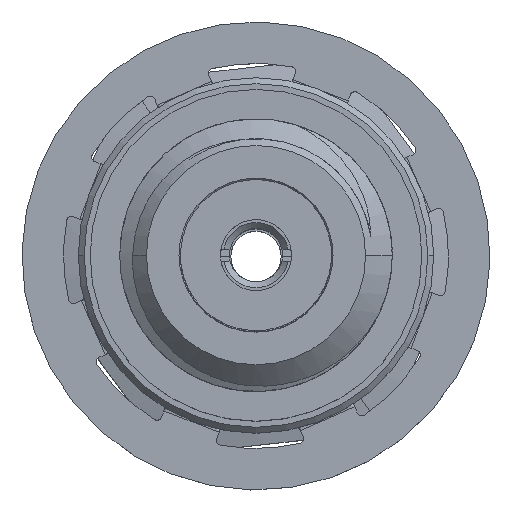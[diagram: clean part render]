
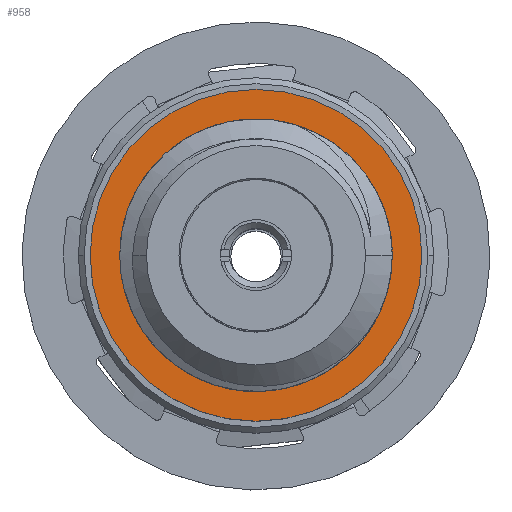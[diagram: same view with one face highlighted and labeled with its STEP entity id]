
A CAD part, top view. The second image highlights one B-rep face of the part: STEP entity #958.
In plain terms, the highlighted planar face has unit normal (0, 0, 1).
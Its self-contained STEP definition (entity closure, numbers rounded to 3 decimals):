
#190 = DIRECTION ( 'NONE',  ( -1., 0., 0. ) ) ;
#232 = CIRCLE ( 'NONE', #7826, 1.95 ) ;
#332 = PLANE ( 'NONE',  #353 ) ;
#353 = AXIS2_PLACEMENT_3D ( 'NONE', #6388, #7729, #6343 ) ;
#438 = ORIENTED_EDGE ( 'NONE', *, *, #6716, .F. ) ;
#456 = CIRCLE ( 'NONE', #2022, 2.8 ) ;
#572 = EDGE_LOOP ( 'NONE', ( #1832, #4925 ) ) ;
#744 = CARTESIAN_POINT ( 'NONE',  ( 0., 0., 9.95 ) ) ;
#793 = DIRECTION ( 'NONE',  ( -1., 0., 0. ) ) ;
#883 = EDGE_CURVE ( 'NONE', #9613, #4562, #7648, .T. ) ;
#915 = DIRECTION ( 'NONE',  ( 0., 0., -1. ) ) ;
#930 = DIRECTION ( 'NONE',  ( 0., 0., -1. ) ) ;
#958 = ADVANCED_FACE ( 'NONE', ( #1766, #8707 ), #332, .F. ) ;
#1025 = DIRECTION ( 'NONE',  ( -1., 0., 0. ) ) ;
#1764 = VERTEX_POINT ( 'NONE', #8619 ) ;
#1766 = FACE_OUTER_BOUND ( 'NONE', #6552, .T. ) ;
#1812 = VERTEX_POINT ( 'NONE', #6829 ) ;
#1832 = ORIENTED_EDGE ( 'NONE', *, *, #2572, .T. ) ;
#2022 = AXIS2_PLACEMENT_3D ( 'NONE', #9357, #930, #190 ) ;
#2228 = CARTESIAN_POINT ( 'NONE',  ( 0., 0., 9.95 ) ) ;
#2572 = EDGE_CURVE ( 'NONE', #1764, #1812, #232, .T. ) ;
#3060 = CARTESIAN_POINT ( 'NONE',  ( 2.8, 0., 9.95 ) ) ;
#3298 = DIRECTION ( 'NONE',  ( 0., 0., -1. ) ) ;
#3339 = DIRECTION ( 'NONE',  ( -1., 0., 0. ) ) ;
#3409 = ORIENTED_EDGE ( 'NONE', *, *, #883, .F. ) ;
#3411 = AXIS2_PLACEMENT_3D ( 'NONE', #744, #915, #3339 ) ;
#3770 = DIRECTION ( 'NONE',  ( 0., 0., -1. ) ) ;
#4562 = VERTEX_POINT ( 'NONE', #5658 ) ;
#4630 = AXIS2_PLACEMENT_3D ( 'NONE', #2228, #3770, #793 ) ;
#4925 = ORIENTED_EDGE ( 'NONE', *, *, #5007, .T. ) ;
#5007 = EDGE_CURVE ( 'NONE', #1812, #1764, #8801, .T. ) ;
#5658 = CARTESIAN_POINT ( 'NONE',  ( -2.8, 0., 9.95 ) ) ;
#6343 = DIRECTION ( 'NONE',  ( -1., 0., 0. ) ) ;
#6388 = CARTESIAN_POINT ( 'NONE',  ( 0., 0., 9.95 ) ) ;
#6552 = EDGE_LOOP ( 'NONE', ( #3409, #438 ) ) ;
#6716 = EDGE_CURVE ( 'NONE', #4562, #9613, #456, .T. ) ;
#6829 = CARTESIAN_POINT ( 'NONE',  ( 1.95, 0., 9.95 ) ) ;
#7648 = CIRCLE ( 'NONE', #4630, 2.8 ) ;
#7729 = DIRECTION ( 'NONE',  ( 0., 0., -1. ) ) ;
#7826 = AXIS2_PLACEMENT_3D ( 'NONE', #8653, #3298, #1025 ) ;
#8619 = CARTESIAN_POINT ( 'NONE',  ( -1.95, 0., 9.95 ) ) ;
#8653 = CARTESIAN_POINT ( 'NONE',  ( 0., 0., 9.95 ) ) ;
#8707 = FACE_BOUND ( 'NONE', #572, .T. ) ;
#8801 = CIRCLE ( 'NONE', #3411, 1.95 ) ;
#9357 = CARTESIAN_POINT ( 'NONE',  ( 0., 0., 9.95 ) ) ;
#9613 = VERTEX_POINT ( 'NONE', #3060 ) ;
